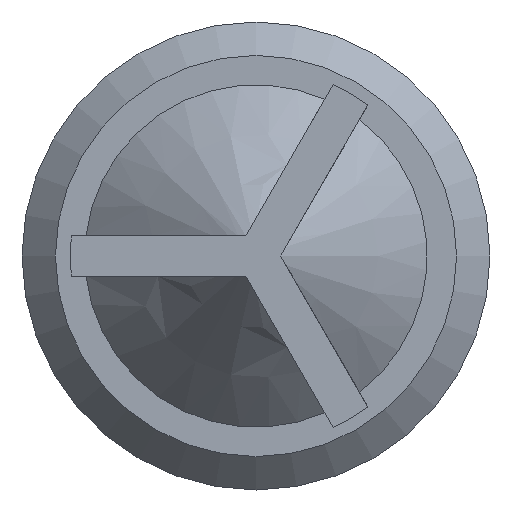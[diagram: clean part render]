
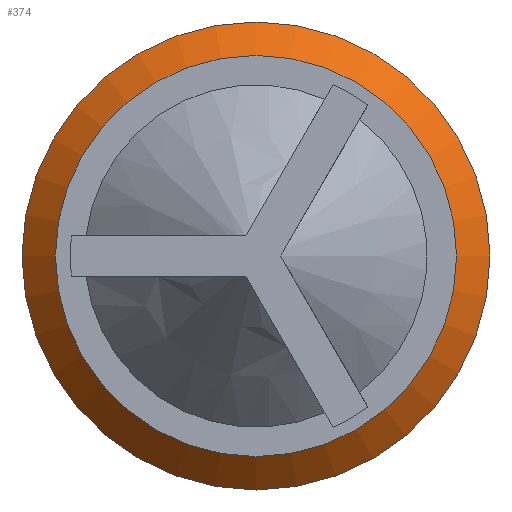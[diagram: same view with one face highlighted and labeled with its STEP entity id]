
A CAD part, front view. The second image highlights one B-rep face of the part: STEP entity #374.
In plain terms, the highlighted conical face has half-angle 45 degrees and reference radius 35 mm.
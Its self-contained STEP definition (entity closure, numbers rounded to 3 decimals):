
#19=CONICAL_SURFACE('',#424,35.,0.785);
#61=LINE('',#652,#91);
#91=VECTOR('',#529,35.);
#114=FACE_OUTER_BOUND('',#137,.T.);
#137=EDGE_LOOP('',(#338,#339,#340,#341));
#153=CIRCLE('',#423,30.);
#154=CIRCLE('',#425,35.);
#188=VERTEX_POINT('',#647);
#189=VERTEX_POINT('',#650);
#238=EDGE_CURVE('',#188,#188,#153,.T.);
#239=EDGE_CURVE('',#189,#189,#154,.T.);
#240=EDGE_CURVE('',#189,#188,#61,.T.);
#338=ORIENTED_EDGE('',*,*,#239,.F.);
#339=ORIENTED_EDGE('',*,*,#240,.T.);
#340=ORIENTED_EDGE('',*,*,#238,.T.);
#341=ORIENTED_EDGE('',*,*,#240,.F.);
#374=ADVANCED_FACE('',(#114),#19,.T.);
#423=AXIS2_PLACEMENT_3D('',#648,#523,#524);
#424=AXIS2_PLACEMENT_3D('',#649,#525,#526);
#425=AXIS2_PLACEMENT_3D('',#651,#527,#528);
#523=DIRECTION('center_axis',(0.,1.,0.));
#524=DIRECTION('ref_axis',(-1.,0.,0.));
#525=DIRECTION('center_axis',(0.,1.,0.));
#526=DIRECTION('ref_axis',(-1.,0.,0.));
#527=DIRECTION('center_axis',(0.,1.,0.));
#528=DIRECTION('ref_axis',(-1.,0.,0.));
#529=DIRECTION('',(-0.707,-0.707,0.));
#647=CARTESIAN_POINT('',(29.768,17.5,0.));
#648=CARTESIAN_POINT('Origin',(-0.232,17.5,0.));
#649=CARTESIAN_POINT('Origin',(-0.232,22.5,0.));
#650=CARTESIAN_POINT('',(34.768,22.5,0.));
#651=CARTESIAN_POINT('Origin',(-0.232,22.5,0.));
#652=CARTESIAN_POINT('',(34.768,22.5,0.));
